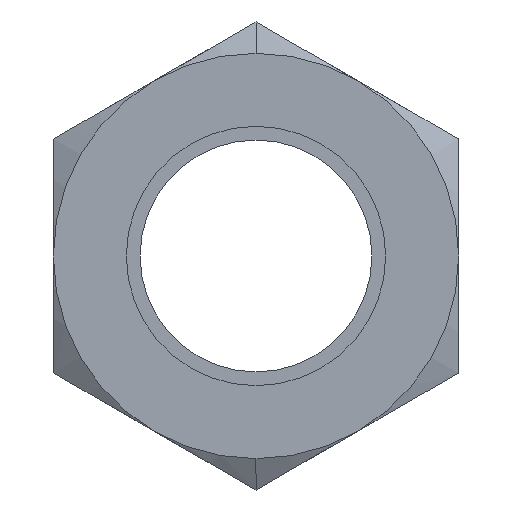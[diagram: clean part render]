
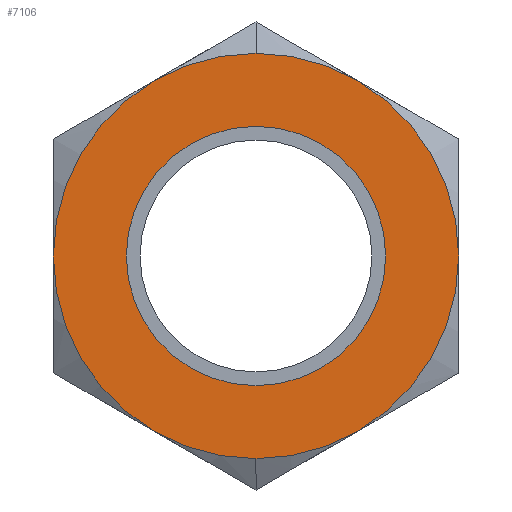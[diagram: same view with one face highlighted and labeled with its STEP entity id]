
A CAD part, left-side view. The second image highlights one B-rep face of the part: STEP entity #7106.
In plain terms, the highlighted planar face has unit normal (-1, 0, 0).
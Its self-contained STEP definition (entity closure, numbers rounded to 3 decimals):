
#210 = EDGE_CURVE ( 'NONE', #285, #3413, #7612, .T. ) ;
#285 = VERTEX_POINT ( 'NONE', #6597 ) ;
#929 = EDGE_CURVE ( 'NONE', #8479, #4366, #6012, .T. ) ;
#1129 = FACE_BOUND ( 'NONE', #3887, .T. ) ;
#1326 = CARTESIAN_POINT ( 'NONE',  ( 0., 0., -16. ) ) ;
#1468 = EDGE_CURVE ( 'NONE', #3413, #285, #4884, .T. ) ;
#1907 = ORIENTED_EDGE ( 'NONE', *, *, #3820, .F. ) ;
#2046 = ORIENTED_EDGE ( 'NONE', *, *, #929, .F. ) ;
#2349 = DIRECTION ( 'NONE',  ( 1., 0., 0. ) ) ;
#2548 = DIRECTION ( 'NONE',  ( -1., 0., 0. ) ) ;
#2856 = DIRECTION ( 'NONE',  ( 1., 0., 0. ) ) ;
#2987 = CARTESIAN_POINT ( 'NONE',  ( 0., 0., 0. ) ) ;
#3302 = CARTESIAN_POINT ( 'NONE',  ( 0., 0., 12.5 ) ) ;
#3413 = VERTEX_POINT ( 'NONE', #1326 ) ;
#3707 = AXIS2_PLACEMENT_3D ( 'NONE', #7032, #3996, #6985 ) ;
#3820 = EDGE_CURVE ( 'NONE', #4366, #8479, #8068, .T. ) ;
#3887 = EDGE_LOOP ( 'NONE', ( #5151, #8779 ) ) ;
#3981 = DIRECTION ( 'NONE',  ( 1., 0., 0. ) ) ;
#3996 = DIRECTION ( 'NONE',  ( 1., 0., 0. ) ) ;
#4366 = VERTEX_POINT ( 'NONE', #6434 ) ;
#4436 = DIRECTION ( 'NONE',  ( 0., 0., 1. ) ) ;
#4884 = CIRCLE ( 'NONE', #8415, 16. ) ;
#5151 = ORIENTED_EDGE ( 'NONE', *, *, #1468, .T. ) ;
#5310 = CARTESIAN_POINT ( 'NONE',  ( 0., 0., 0. ) ) ;
#5520 = AXIS2_PLACEMENT_3D ( 'NONE', #3302, #2548, #5730 ) ;
#5605 = EDGE_LOOP ( 'NONE', ( #2046, #1907 ) ) ;
#5730 = DIRECTION ( 'NONE',  ( 0., 0., 1. ) ) ;
#6012 = CIRCLE ( 'NONE', #8579, 25. ) ;
#6434 = CARTESIAN_POINT ( 'NONE',  ( 0., 0., -25. ) ) ;
#6484 = PLANE ( 'NONE',  #5520 ) ;
#6527 = CARTESIAN_POINT ( 'NONE',  ( 0., 0., 25. ) ) ;
#6597 = CARTESIAN_POINT ( 'NONE',  ( 0., 0., 16. ) ) ;
#6985 = DIRECTION ( 'NONE',  ( 0., 0., -1. ) ) ;
#7024 = DIRECTION ( 'NONE',  ( 0., 0., 1. ) ) ;
#7032 = CARTESIAN_POINT ( 'NONE',  ( 0., 0., 0. ) ) ;
#7106 = ADVANCED_FACE ( 'NONE', ( #1129, #8741 ), #6484, .T. ) ;
#7612 = CIRCLE ( 'NONE', #9697, 16. ) ;
#8068 = CIRCLE ( 'NONE', #3707, 25. ) ;
#8415 = AXIS2_PLACEMENT_3D ( 'NONE', #9415, #3981, #9521 ) ;
#8479 = VERTEX_POINT ( 'NONE', #6527 ) ;
#8579 = AXIS2_PLACEMENT_3D ( 'NONE', #5310, #2349, #7024 ) ;
#8741 = FACE_OUTER_BOUND ( 'NONE', #5605, .T. ) ;
#8779 = ORIENTED_EDGE ( 'NONE', *, *, #210, .T. ) ;
#9415 = CARTESIAN_POINT ( 'NONE',  ( 0., 0., 0. ) ) ;
#9521 = DIRECTION ( 'NONE',  ( 0., 0., -1. ) ) ;
#9697 = AXIS2_PLACEMENT_3D ( 'NONE', #2987, #2856, #4436 ) ;
